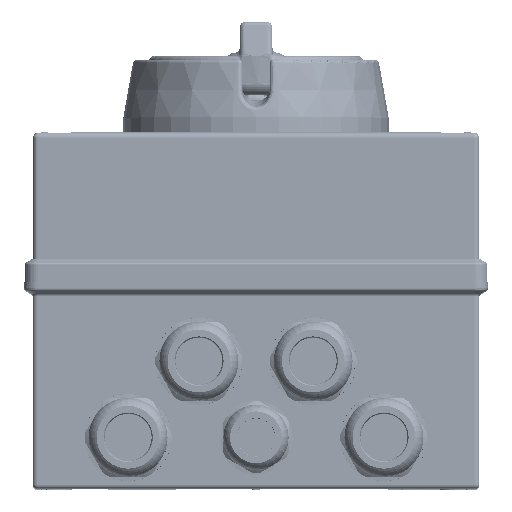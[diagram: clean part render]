
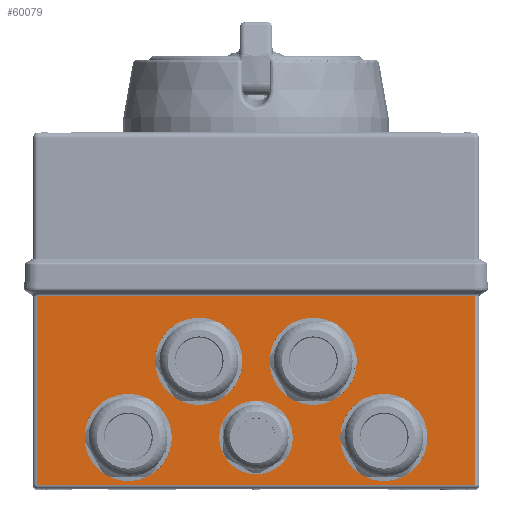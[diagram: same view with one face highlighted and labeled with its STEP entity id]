
A CAD part, top view. The second image highlights one B-rep face of the part: STEP entity #60079.
In plain terms, the highlighted face is planar.
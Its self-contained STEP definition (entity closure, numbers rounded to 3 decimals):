
#53903 = VERTEX_POINT ( 'NONE', #199533 ) ;
#53905 = VERTEX_POINT ( 'NONE', #199534 ) ;
#53911 = VERTEX_POINT ( 'NONE', #199537 ) ;
#53912 = VERTEX_POINT ( 'NONE', #199538 ) ;
#53916 = VERTEX_POINT ( 'NONE', #199541 ) ;
#53918 = VERTEX_POINT ( 'NONE', #199542 ) ;
#53924 = VERTEX_POINT ( 'NONE', #199545 ) ;
#53926 = VERTEX_POINT ( 'NONE', #199546 ) ;
#53930 = VERTEX_POINT ( 'NONE', #199549 ) ;
#53932 = VERTEX_POINT ( 'NONE', #199550 ) ;
#60079 = ADVANCED_FACE ( 'NONE', ( #210958, #210960, #210962, #210964, #210957, #210959 ), #210966, .T. ) ;
#62031 = CIRCLE ( 'NONE', #62041, 12.5 ) ;
#62033 = CIRCLE ( 'NONE', #62037, 10. ) ;
#62035 = CIRCLE ( 'NONE', #62045, 12.5 ) ;
#62037 = AXIS2_PLACEMENT_3D ( 'NONE', #88360, #88361, #88362 ) ;
#62039 = CIRCLE ( 'NONE', #62048, 12.5 ) ;
#62041 = AXIS2_PLACEMENT_3D ( 'NONE', #88363, #88364, #88365 ) ;
#62043 = CIRCLE ( 'NONE', #62052, 12.5 ) ;
#62045 = AXIS2_PLACEMENT_3D ( 'NONE', #88366, #88367, #88368 ) ;
#62046 = VECTOR ( 'NONE', #88378, 1000. ) ;
#62048 = AXIS2_PLACEMENT_3D ( 'NONE', #88369, #88370, #88371 ) ;
#62050 = VECTOR ( 'NONE', #88380, 1000. ) ;
#62052 = AXIS2_PLACEMENT_3D ( 'NONE', #88374, #88375, #88376 ) ;
#62056 = VECTOR ( 'NONE', #88383, 1000. ) ;
#62058 = VECTOR ( 'NONE', #88386, 1000. ) ;
#88355 = CARTESIAN_POINT ( 'NONE',  ( -82.1, -75.81, -80.3 ) ) ;
#88360 = CARTESIAN_POINT ( 'NONE',  ( -82.1, -57.01, 0. ) ) ;
#88361 = DIRECTION ( 'NONE',  ( -1., 0., 0. ) ) ;
#88362 = DIRECTION ( 'NONE',  ( 0., 0., 1. ) ) ;
#88363 = CARTESIAN_POINT ( 'NONE',  ( -82.1, -57.01, 47. ) ) ;
#88364 = DIRECTION ( 'NONE',  ( -1., 0., 0. ) ) ;
#88365 = DIRECTION ( 'NONE',  ( 0., 0., 1. ) ) ;
#88366 = CARTESIAN_POINT ( 'NONE',  ( -82.1, -57.01, -47. ) ) ;
#88367 = DIRECTION ( 'NONE',  ( -1., 0., 0. ) ) ;
#88368 = DIRECTION ( 'NONE',  ( 0., 0., 1. ) ) ;
#88369 = CARTESIAN_POINT ( 'NONE',  ( -82.1, -29.01, 21. ) ) ;
#88370 = DIRECTION ( 'NONE',  ( -1., 0., 0. ) ) ;
#88371 = DIRECTION ( 'NONE',  ( 0., 0., 1. ) ) ;
#88372 = LINE ( 'NONE', #88379, #62050 ) ;
#88373 = LINE ( 'NONE', #88355, #62046 ) ;
#88374 = CARTESIAN_POINT ( 'NONE',  ( -82.1, -29.01, -21. ) ) ;
#88375 = DIRECTION ( 'NONE',  ( -1., 0., 0. ) ) ;
#88376 = DIRECTION ( 'NONE',  ( 0., 0., 1. ) ) ;
#88378 = DIRECTION ( 'NONE',  ( 0., -1., 0. ) ) ;
#88379 = CARTESIAN_POINT ( 'NONE',  ( -82.1, -74.31, 80.3 ) ) ;
#88380 = DIRECTION ( 'NONE',  ( 0., 0., 1. ) ) ;
#88381 = LINE ( 'NONE', #88382, #62056 ) ;
#88382 = CARTESIAN_POINT ( 'NONE',  ( -82.1, -75.81, 80.3 ) ) ;
#88383 = DIRECTION ( 'NONE',  ( 0., 1., 0. ) ) ;
#88384 = LINE ( 'NONE', #88385, #62058 ) ;
#88385 = CARTESIAN_POINT ( 'NONE',  ( -82.1, -5.083, -82.1 ) ) ;
#88386 = DIRECTION ( 'NONE',  ( 0., 0., -1. ) ) ;
#127281 = CARTESIAN_POINT ( 'NONE',  ( -82.1, -74.31, -80.3 ) ) ;
#127284 = CARTESIAN_POINT ( 'NONE',  ( -82.1, -5.083, -80.3 ) ) ;
#127294 = CARTESIAN_POINT ( 'NONE',  ( -82.1, -74.31, 80.3 ) ) ;
#127300 = CARTESIAN_POINT ( 'NONE',  ( -82.1, -5.083, 80.3 ) ) ;
#140595 = EDGE_CURVE ( 'NONE', #53905, #53903, #62033, .T. ) ;
#140600 = EDGE_CURVE ( 'NONE', #53912, #53911, #62031, .T. ) ;
#140607 = EDGE_CURVE ( 'NONE', #53918, #53916, #62035, .T. ) ;
#140611 = EDGE_CURVE ( 'NONE', #53926, #53924, #62039, .T. ) ;
#140616 = EDGE_CURVE ( 'NONE', #53932, #53930, #62043, .T. ) ;
#140621 = EDGE_CURVE ( 'NONE', #148189, #148187, #88373, .T. ) ;
#140625 = EDGE_CURVE ( 'NONE', #148187, #148195, #88372, .T. ) ;
#140627 = EDGE_CURVE ( 'NONE', #148195, #148199, #88381, .T. ) ;
#140635 = EDGE_CURVE ( 'NONE', #148199, #148189, #88384, .T. ) ;
#148187 = VERTEX_POINT ( 'NONE', #127281 ) ;
#148189 = VERTEX_POINT ( 'NONE', #127284 ) ;
#148195 = VERTEX_POINT ( 'NONE', #127294 ) ;
#148199 = VERTEX_POINT ( 'NONE', #127300 ) ;
#150775 = EDGE_LOOP ( 'NONE', ( #165382, #165385 ) ) ;
#150777 = EDGE_LOOP ( 'NONE', ( #165415, #165419, #165423, #165427 ) ) ;
#150779 = EDGE_LOOP ( 'NONE', ( #165395, #165398 ) ) ;
#150780 = EDGE_LOOP ( 'NONE', ( #165400, #165404 ) ) ;
#150782 = EDGE_LOOP ( 'NONE', ( #165408, #165412 ) ) ;
#150814 = EDGE_LOOP ( 'NONE', ( #165387, #165391 ) ) ;
#165382 = ORIENTED_EDGE ( 'NONE', *, *, #140595, .F. ) ;
#165385 = ORIENTED_EDGE ( 'NONE', *, *, #187948, .F. ) ;
#165387 = ORIENTED_EDGE ( 'NONE', *, *, #140600, .F. ) ;
#165391 = ORIENTED_EDGE ( 'NONE', *, *, #187956, .F. ) ;
#165395 = ORIENTED_EDGE ( 'NONE', *, *, #140607, .F. ) ;
#165398 = ORIENTED_EDGE ( 'NONE', *, *, #187963, .F. ) ;
#165400 = ORIENTED_EDGE ( 'NONE', *, *, #140611, .F. ) ;
#165404 = ORIENTED_EDGE ( 'NONE', *, *, #187972, .F. ) ;
#165408 = ORIENTED_EDGE ( 'NONE', *, *, #140616, .F. ) ;
#165412 = ORIENTED_EDGE ( 'NONE', *, *, #187980, .F. ) ;
#165415 = ORIENTED_EDGE ( 'NONE', *, *, #140621, .T. ) ;
#165419 = ORIENTED_EDGE ( 'NONE', *, *, #140625, .T. ) ;
#165423 = ORIENTED_EDGE ( 'NONE', *, *, #140627, .T. ) ;
#165427 = ORIENTED_EDGE ( 'NONE', *, *, #140635, .T. ) ;
#187948 = EDGE_CURVE ( 'NONE', #53903, #53905, #204666, .T. ) ;
#187956 = EDGE_CURVE ( 'NONE', #53911, #53912, #204663, .T. ) ;
#187963 = EDGE_CURVE ( 'NONE', #53916, #53918, #204686, .T. ) ;
#187972 = EDGE_CURVE ( 'NONE', #53924, #53926, #204705, .T. ) ;
#187980 = EDGE_CURVE ( 'NONE', #53930, #53932, #204724, .T. ) ;
#199533 = CARTESIAN_POINT ( 'NONE',  ( -82.1, -57.01, -10. ) ) ;
#199534 = CARTESIAN_POINT ( 'NONE',  ( -82.1, -57.01, 10. ) ) ;
#199537 = CARTESIAN_POINT ( 'NONE',  ( -82.1, -57.01, 34.5 ) ) ;
#199538 = CARTESIAN_POINT ( 'NONE',  ( -82.1, -57.01, 59.5 ) ) ;
#199541 = CARTESIAN_POINT ( 'NONE',  ( -82.1, -57.01, -59.5 ) ) ;
#199542 = CARTESIAN_POINT ( 'NONE',  ( -82.1, -57.01, -34.5 ) ) ;
#199545 = CARTESIAN_POINT ( 'NONE',  ( -82.1, -29.01, 8.5 ) ) ;
#199546 = CARTESIAN_POINT ( 'NONE',  ( -82.1, -29.01, 33.5 ) ) ;
#199549 = CARTESIAN_POINT ( 'NONE',  ( -82.1, -29.01, -33.5 ) ) ;
#199550 = CARTESIAN_POINT ( 'NONE',  ( -82.1, -29.01, -8.5 ) ) ;
#200642 = AXIS2_PLACEMENT_3D ( 'NONE', #210963, #210967, #210968 ) ;
#204663 = CIRCLE ( 'NONE', #204693, 12.5 ) ;
#204666 = CIRCLE ( 'NONE', #204676, 10. ) ;
#204676 = AXIS2_PLACEMENT_3D ( 'NONE', #208308, #208310, #208312 ) ;
#204686 = CIRCLE ( 'NONE', #204711, 12.5 ) ;
#204693 = AXIS2_PLACEMENT_3D ( 'NONE', #208337, #208339, #208341 ) ;
#204705 = CIRCLE ( 'NONE', #204730, 12.5 ) ;
#204711 = AXIS2_PLACEMENT_3D ( 'NONE', #208367, #208369, #208371 ) ;
#204724 = CIRCLE ( 'NONE', #204748, 12.5 ) ;
#204730 = AXIS2_PLACEMENT_3D ( 'NONE', #208396, #208398, #208400 ) ;
#204748 = AXIS2_PLACEMENT_3D ( 'NONE', #208426, #208428, #208430 ) ;
#208308 = CARTESIAN_POINT ( 'NONE',  ( -82.1, -57.01, 0. ) ) ;
#208310 = DIRECTION ( 'NONE',  ( -1., 0., 0. ) ) ;
#208312 = DIRECTION ( 'NONE',  ( 0., 0., 1. ) ) ;
#208337 = CARTESIAN_POINT ( 'NONE',  ( -82.1, -57.01, 47. ) ) ;
#208339 = DIRECTION ( 'NONE',  ( -1., 0., 0. ) ) ;
#208341 = DIRECTION ( 'NONE',  ( 0., 0., 1. ) ) ;
#208367 = CARTESIAN_POINT ( 'NONE',  ( -82.1, -57.01, -47. ) ) ;
#208369 = DIRECTION ( 'NONE',  ( -1., 0., 0. ) ) ;
#208371 = DIRECTION ( 'NONE',  ( 0., 0., 1. ) ) ;
#208396 = CARTESIAN_POINT ( 'NONE',  ( -82.1, -29.01, 21. ) ) ;
#208398 = DIRECTION ( 'NONE',  ( -1., 0., 0. ) ) ;
#208400 = DIRECTION ( 'NONE',  ( 0., 0., 1. ) ) ;
#208426 = CARTESIAN_POINT ( 'NONE',  ( -82.1, -29.01, -21. ) ) ;
#208428 = DIRECTION ( 'NONE',  ( -1., 0., 0. ) ) ;
#208430 = DIRECTION ( 'NONE',  ( 0., 0., 1. ) ) ;
#210957 = FACE_BOUND ( 'NONE', #150782, .T. ) ;
#210958 = FACE_BOUND ( 'NONE', #150775, .T. ) ;
#210959 = FACE_OUTER_BOUND ( 'NONE', #150777, .T. ) ;
#210960 = FACE_BOUND ( 'NONE', #150814, .T. ) ;
#210962 = FACE_BOUND ( 'NONE', #150779, .T. ) ;
#210963 = CARTESIAN_POINT ( 'NONE',  ( -82.1, -75.81, -82.1 ) ) ;
#210964 = FACE_BOUND ( 'NONE', #150780, .T. ) ;
#210966 = PLANE ( 'NONE',  #200642 ) ;
#210967 = DIRECTION ( 'NONE',  ( -1., 0., 0. ) ) ;
#210968 = DIRECTION ( 'NONE',  ( 0., 0., 1. ) ) ;
